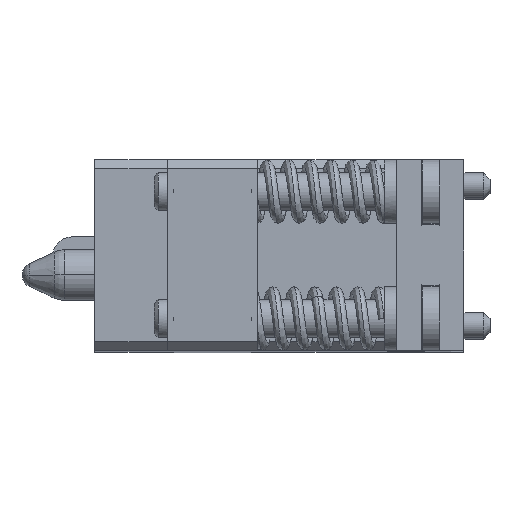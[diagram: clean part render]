
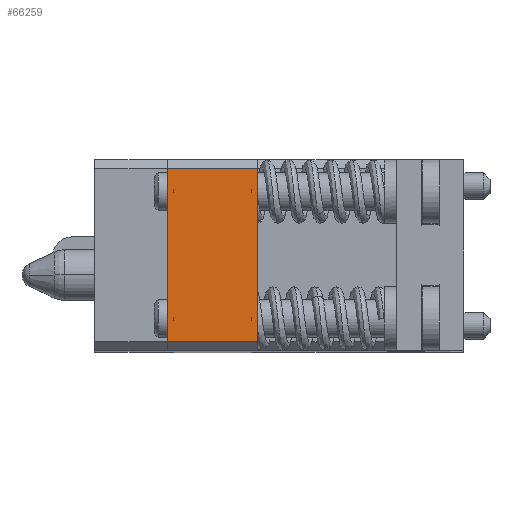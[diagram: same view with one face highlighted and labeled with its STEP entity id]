
A CAD part, top view. The second image highlights one B-rep face of the part: STEP entity #66259.
In plain terms, the highlighted planar face has unit normal (0, 0, 1).
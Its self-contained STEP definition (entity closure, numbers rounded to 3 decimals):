
#2472=DIRECTION('',(-1.,0.,0.));
#2473=VECTOR('',#2472,7.132);
#2474=CARTESIAN_POINT('',(-1.184,6.816,43.966));
#2475=LINE('',#2474,#2473);
#2476=DIRECTION('',(0.,-1.,0.));
#2477=VECTOR('',#2476,13.632);
#2478=CARTESIAN_POINT('',(-1.184,6.816,43.966));
#2479=LINE('',#2478,#2477);
#2480=DIRECTION('',(1.,0.,0.));
#2481=VECTOR('',#2480,7.132);
#2482=CARTESIAN_POINT('',(-8.316,-6.816,43.966));
#2483=LINE('',#2482,#2481);
#2484=DIRECTION('',(0.,1.,0.));
#2485=VECTOR('',#2484,13.632);
#2486=CARTESIAN_POINT('',(-8.316,-6.816,43.966));
#2487=LINE('',#2486,#2485);
#52217=CARTESIAN_POINT('',(-8.316,6.816,43.966));
#52219=VERTEX_POINT('',#52217);
#52223=CARTESIAN_POINT('',(-1.184,6.816,43.966));
#52224=VERTEX_POINT('',#52223);
#52225=CARTESIAN_POINT('',(-1.184,-6.816,43.966));
#52227=VERTEX_POINT('',#52225);
#52231=CARTESIAN_POINT('',(-8.316,-6.816,43.966));
#52232=VERTEX_POINT('',#52231);
#66248=CARTESIAN_POINT('',(13.99,0.,43.966));
#66249=DIRECTION('',(0.,0.,-1.));
#66250=DIRECTION('',(0.,1.,0.));
#66251=AXIS2_PLACEMENT_3D('',#66248,#66249,#66250);
#66252=PLANE('',#66251);
#66253=ORIENTED_EDGE('',*,*,#66243,.F.);
#66254=ORIENTED_EDGE('',*,*,#65697,.T.);
#66255=ORIENTED_EDGE('',*,*,#65674,.F.);
#66256=ORIENTED_EDGE('',*,*,#66159,.T.);
#66257=EDGE_LOOP('',(#66253,#66254,#66255,#66256));
#66258=FACE_OUTER_BOUND('',#66257,.F.);
#66259=ADVANCED_FACE('',(#66258),#66252,.F.);
#65674=EDGE_CURVE('',#52232,#52227,#2483,.T.);
#65697=EDGE_CURVE('',#52224,#52227,#2479,.T.);
#66159=EDGE_CURVE('',#52232,#52219,#2487,.T.);
#66243=EDGE_CURVE('',#52224,#52219,#2475,.T.);
